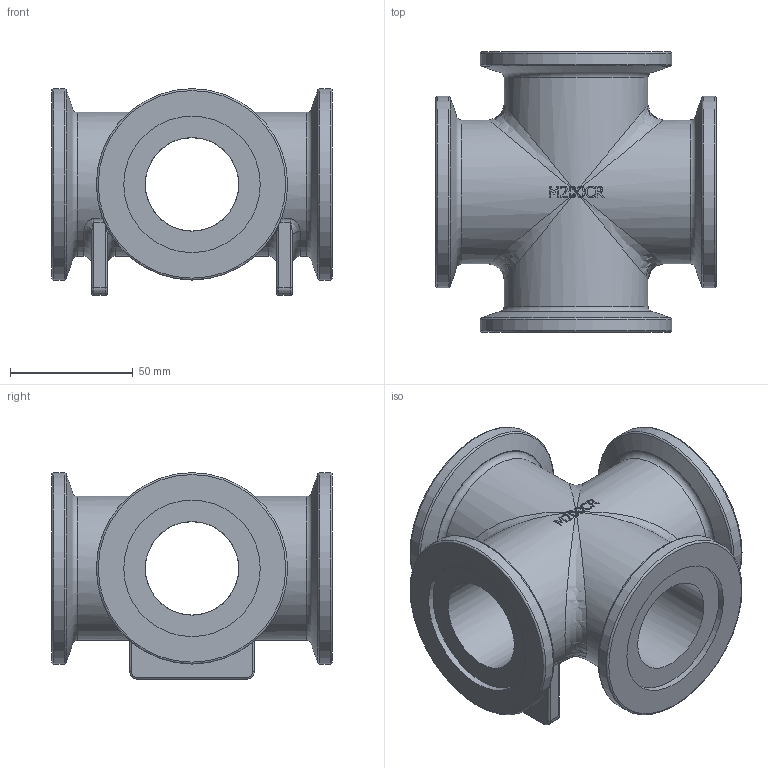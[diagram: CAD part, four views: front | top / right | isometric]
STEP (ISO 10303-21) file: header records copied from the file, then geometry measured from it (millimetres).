
FILE_DESCRIPTION((''),'2;1');
FILE_NAME('M200CR.stp','2013-04-10T11:26:01',('mclevenger'),(''),'Autodesk Inventor 2013','Autodesk Inventor 2013','');
FILE_SCHEMA(('AUTOMOTIVE_DESIGN { 1 0 10303 214 1 1 1 1 }'));
Length unit declared in the file: inch
Products named in the file (1): M200CR
Bounding box: 114.3 x 114.3 x 84.2 mm (x, y, z)
Volume: 321579 mm3; surface area: 76092.3 mm2
Topology: 1 solids, 2 shells, 446 faces, 1191 edges, 761 vertices
Faces by surface type: bspline 175, plane 153, cylinder 90, torus 24, cone 4
Full cylindrical faces by diameter (mm): 38.1 x4, 55.626 x4, 58.674 x4, 77.978 x4
Entity records: 35946 total; most frequent: CARTESIAN_POINT 26349, ORIENTED_EDGE 2292, DIRECTION 1408, EDGE_CURVE 1146, VERTEX_POINT 754, B_SPLINE_CURVE_WITH_KNOTS 513, EDGE_LOOP 510, AXIS2_PLACEMENT_3D 503
